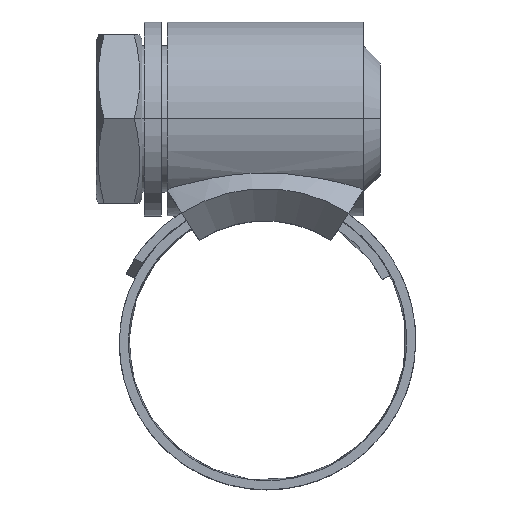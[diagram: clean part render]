
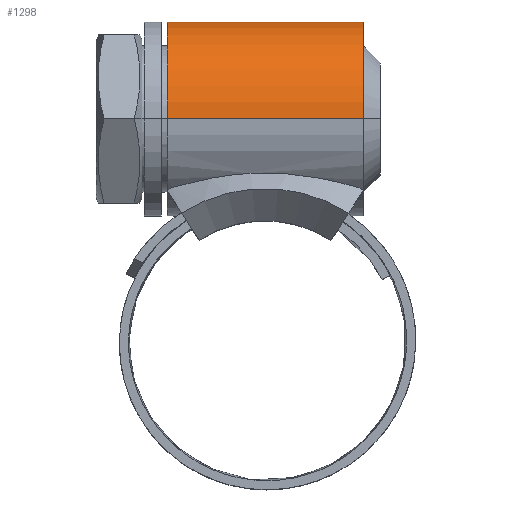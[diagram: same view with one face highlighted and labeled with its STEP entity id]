
A CAD part, top view. The second image highlights one B-rep face of the part: STEP entity #1298.
In plain terms, the highlighted cylindrical face has radius 8.5 mm (diameter 17 mm), a partial arc.
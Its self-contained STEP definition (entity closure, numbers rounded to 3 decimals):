
#114 = EDGE_LOOP ( 'NONE', ( #3761, #2631, #3212, #807 ) ) ;
#140 = CIRCLE ( 'NONE', #1982, 8.5 ) ;
#163 = CARTESIAN_POINT ( 'NONE',  ( 8.589, 19.5, 0. ) ) ;
#289 = CARTESIAN_POINT ( 'NONE',  ( -8.589, 19.5, -8.5 ) ) ;
#375 = VERTEX_POINT ( 'NONE', #3860 ) ;
#471 = VERTEX_POINT ( 'NONE', #1715 ) ;
#492 = DIRECTION ( 'NONE',  ( 0., 0., -1. ) ) ;
#645 = EDGE_CURVE ( 'NONE', #3878, #471, #3796, .T. ) ;
#807 = ORIENTED_EDGE ( 'NONE', *, *, #645, .F. ) ;
#863 = FACE_OUTER_BOUND ( 'NONE', #114, .T. ) ;
#1090 = CARTESIAN_POINT ( 'NONE',  ( -32.631, 19.5, -8.5 ) ) ;
#1140 = DIRECTION ( 'NONE',  ( 0., 0., -1. ) ) ;
#1298 = ADVANCED_FACE ( 'NONE', ( #863 ), #3846, .T. ) ;
#1334 = DIRECTION ( 'NONE',  ( 0., 0., -1. ) ) ;
#1351 = AXIS2_PLACEMENT_3D ( 'NONE', #1629, #2838, #1334 ) ;
#1406 = VECTOR ( 'NONE', #2729, 1000. ) ;
#1410 = CIRCLE ( 'NONE', #1351, 8.5 ) ;
#1518 = LINE ( 'NONE', #3066, #1406 ) ;
#1629 = CARTESIAN_POINT ( 'NONE',  ( -8.589, 19.5, 0. ) ) ;
#1715 = CARTESIAN_POINT ( 'NONE',  ( 8.589, 19.5, -8.5 ) ) ;
#1802 = VERTEX_POINT ( 'NONE', #2425 ) ;
#1982 = AXIS2_PLACEMENT_3D ( 'NONE', #163, #3155, #492 ) ;
#2248 = EDGE_CURVE ( 'NONE', #471, #1802, #140, .T. ) ;
#2425 = CARTESIAN_POINT ( 'NONE',  ( 8.589, 19.5, 8.5 ) ) ;
#2434 = CARTESIAN_POINT ( 'NONE',  ( -32.631, 19.5, 0. ) ) ;
#2536 = EDGE_CURVE ( 'NONE', #375, #1802, #1518, .T. ) ;
#2585 = DIRECTION ( 'NONE',  ( 1., 0., 0. ) ) ;
#2631 = ORIENTED_EDGE ( 'NONE', *, *, #2536, .T. ) ;
#2729 = DIRECTION ( 'NONE',  ( 1., 0., 0. ) ) ;
#2838 = DIRECTION ( 'NONE',  ( -1., 0., 0. ) ) ;
#3066 = CARTESIAN_POINT ( 'NONE',  ( -32.631, 19.5, 8.5 ) ) ;
#3155 = DIRECTION ( 'NONE',  ( 1., 0., 0. ) ) ;
#3159 = VECTOR ( 'NONE', #2585, 1000. ) ;
#3212 = ORIENTED_EDGE ( 'NONE', *, *, #2248, .F. ) ;
#3575 = DIRECTION ( 'NONE',  ( 1., 0., 0. ) ) ;
#3622 = EDGE_CURVE ( 'NONE', #375, #3878, #1410, .T. ) ;
#3761 = ORIENTED_EDGE ( 'NONE', *, *, #3622, .F. ) ;
#3796 = LINE ( 'NONE', #1090, #3159 ) ;
#3841 = AXIS2_PLACEMENT_3D ( 'NONE', #2434, #3575, #1140 ) ;
#3846 = CYLINDRICAL_SURFACE ( 'NONE', #3841, 8.5 ) ;
#3860 = CARTESIAN_POINT ( 'NONE',  ( -8.589, 19.5, 8.5 ) ) ;
#3878 = VERTEX_POINT ( 'NONE', #289 ) ;
